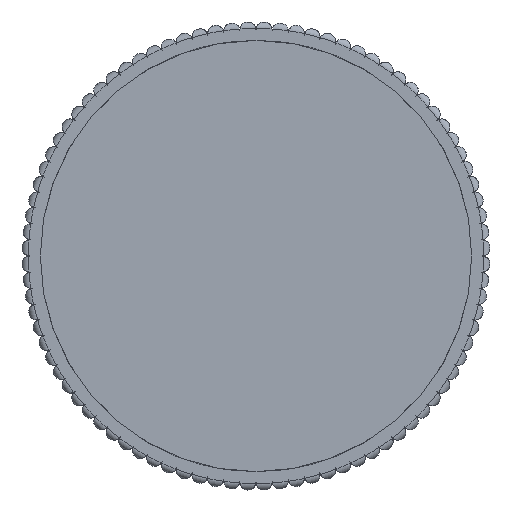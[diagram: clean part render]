
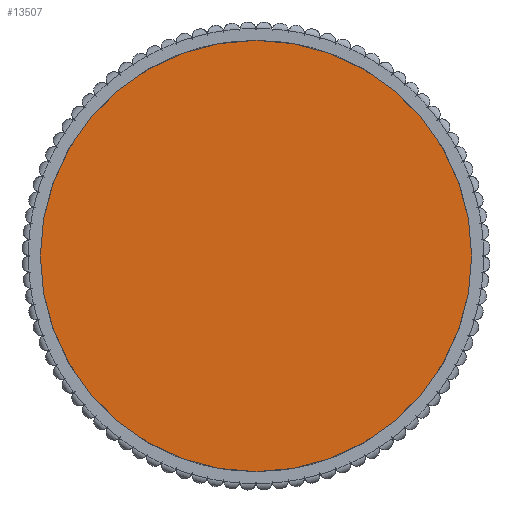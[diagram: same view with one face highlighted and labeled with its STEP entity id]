
A CAD part, left-side view. The second image highlights one B-rep face of the part: STEP entity #13507.
In plain terms, the highlighted planar face has unit normal (-1, 0, 0).
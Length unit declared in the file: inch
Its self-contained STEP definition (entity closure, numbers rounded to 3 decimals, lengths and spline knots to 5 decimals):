
#257 = FACE_OUTER_BOUND ( 'NONE', #5814, .T. ) ;
#773 = CIRCLE ( 'NONE', #23496, 0.2625 ) ;
#1327 = ORIENTED_EDGE ( 'NONE', *, *, #22512, .F. ) ;
#1408 = DIRECTION ( 'NONE',  ( 0., 0., -1. ) ) ;
#1979 = AXIS2_PLACEMENT_3D ( 'NONE', #19798, #13844, #18027 ) ;
#2137 = ORIENTED_EDGE ( 'NONE', *, *, #10354, .F. ) ;
#5717 = DIRECTION ( 'NONE',  ( 1., 0., 0. ) ) ;
#5814 = EDGE_LOOP ( 'NONE', ( #2137, #1327 ) ) ;
#6196 = VERTEX_POINT ( 'NONE', #23763 ) ;
#6863 = CARTESIAN_POINT ( 'NONE',  ( 0., 0., 0. ) ) ;
#7750 = CARTESIAN_POINT ( 'NONE',  ( 0., 0., 0. ) ) ;
#7887 = PLANE ( 'NONE',  #1979 ) ;
#9373 = CIRCLE ( 'NONE', #13408, 0.2625 ) ;
#10354 = EDGE_CURVE ( 'NONE', #15945, #6196, #773, .T. ) ;
#12585 = DIRECTION ( 'NONE',  ( 0., 0., -1. ) ) ;
#13408 = AXIS2_PLACEMENT_3D ( 'NONE', #6863, #22613, #12585 ) ;
#13507 = ADVANCED_FACE ( 'NONE', ( #257 ), #7887, .F. ) ;
#13844 = DIRECTION ( 'NONE',  ( 1., 0., 0. ) ) ;
#15945 = VERTEX_POINT ( 'NONE', #20802 ) ;
#18027 = DIRECTION ( 'NONE',  ( 0., 0., -1. ) ) ;
#19798 = CARTESIAN_POINT ( 'NONE',  ( 0., 0., 0. ) ) ;
#20802 = CARTESIAN_POINT ( 'NONE',  ( 0., 0., 0.2625 ) ) ;
#22512 = EDGE_CURVE ( 'NONE', #6196, #15945, #9373, .T. ) ;
#22613 = DIRECTION ( 'NONE',  ( 1., 0., 0. ) ) ;
#23496 = AXIS2_PLACEMENT_3D ( 'NONE', #7750, #5717, #1408 ) ;
#23763 = CARTESIAN_POINT ( 'NONE',  ( 0., 0., -0.2625 ) ) ;
